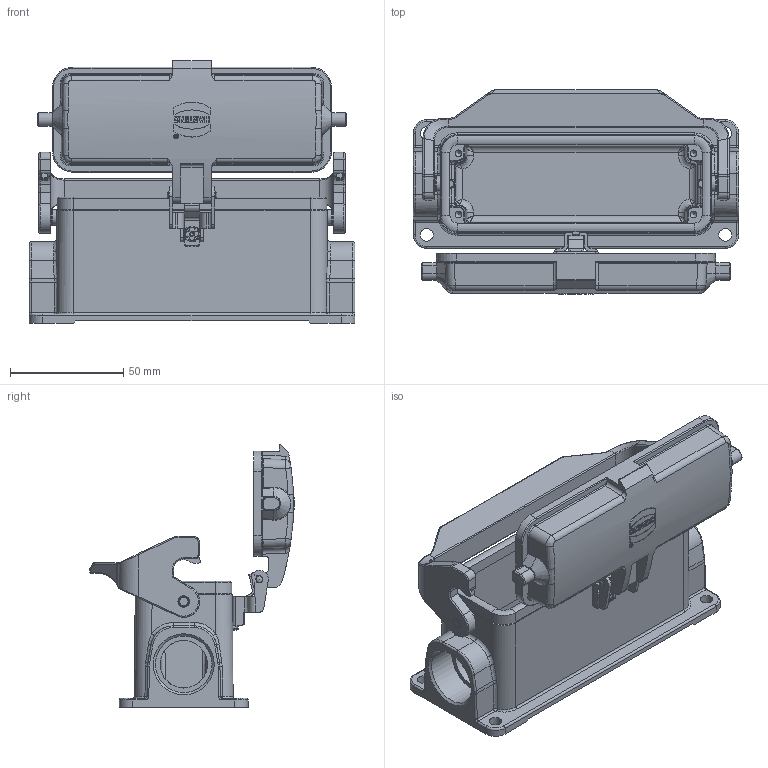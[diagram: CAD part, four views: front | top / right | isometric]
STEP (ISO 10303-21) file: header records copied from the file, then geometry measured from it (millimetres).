
FILE_DESCRIPTION(/* description */ (''),/* implementation_level */ '2;1');
FILE_NAME(/* name */ '100094913ugm000_d.stp',/* time_stamp */ '2017-11-03T10:16:39+01:00',/* author */ (''),/* organization */ (''),/* preprocessor_version */ 'ST-DEVELOPER v16',/* originating_system */ 'SIEMENS PLM Software NX 10.0',/* authorisation */ '');
FILE_SCHEMA (('AUTOMOTIVE_DESIGN { 1 0 10303 214 3 1 1 1 }'));
Length unit declared in the file: millimetre
Products named in the file (1): 100094913ugm000_d
Bounding box: 144 x 90.29 x 116.08 mm (x, y, z)
Volume: 155281.6 mm3; surface area: 86895.5 mm2
Topology: 3 solids, 3 shells, 1029 faces, 3216 edges, 2744 vertices
Faces by surface type: plane 359, cylinder 330, bspline 234, torus 50, cone 34, extrusion 16, sphere 6
Full cylindrical faces by diameter (mm): 2.95 x2, 3 x6, 3.05 x1, 4 x3, 4.8 x2, 5.1 x2, 5.6 x4, 7 x3, 21 x1, 23.6 x1, 25 x1
Entity records: 46463 total; most frequent: CARTESIAN_POINT 14782, ORIENTED_EDGE 5126, DIRECTION 4624, EDGE_CURVE 2563, AXIS2_PLACEMENT_3D 1639, VERTEX_POINT 1626, VECTOR 1346, LINE 1330
